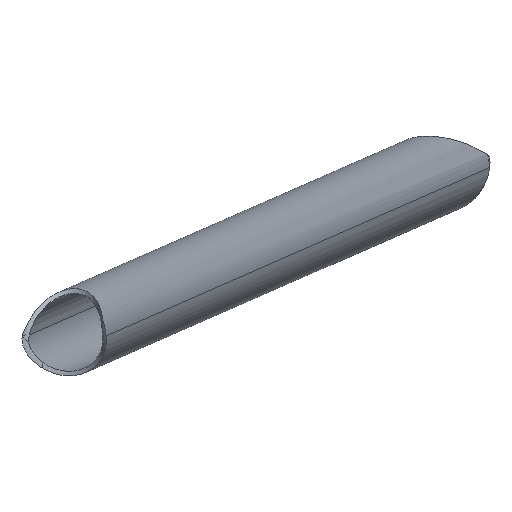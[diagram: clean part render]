
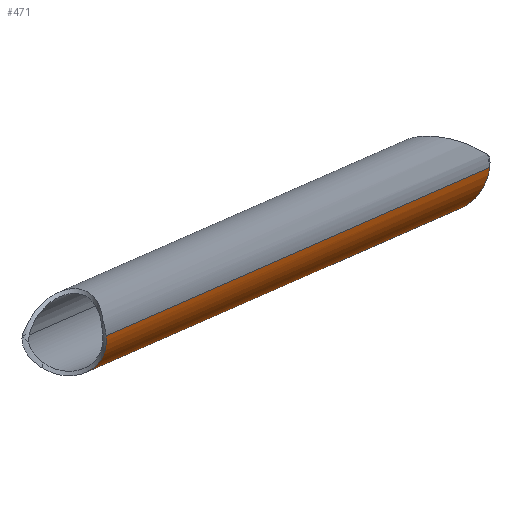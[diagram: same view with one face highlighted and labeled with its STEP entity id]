
A CAD part, left-side view. The second image highlights one B-rep face of the part: STEP entity #471.
In plain terms, the highlighted cylindrical face has radius 14 mm (diameter 28 mm), a partial arc.
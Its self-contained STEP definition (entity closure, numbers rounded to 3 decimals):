
#58=CARTESIAN_POINT('Control Point',(-660.287,165.253,-57.71)) ;
#59=CARTESIAN_POINT('Control Point',(-659.961,165.189,-58.161)) ;
#60=CARTESIAN_POINT('Control Point',(-659.643,165.106,-58.615)) ;
#61=CARTESIAN_POINT('Control Point',(-659.337,165.005,-59.072)) ;
#62=CARTESIAN_POINT('Control Point',(-658.84,164.797,-59.868)) ;
#63=CARTESIAN_POINT('Control Point',(-658.422,164.531,-60.692)) ;
#64=CARTESIAN_POINT('Control Point',(-658.266,164.41,-61.042)) ;
#65=CARTESIAN_POINT('Control Point',(-658.007,164.149,-61.746)) ;
#66=CARTESIAN_POINT('Control Point',(-657.88,163.851,-62.47)) ;
#67=CARTESIAN_POINT('Control Point',(-657.858,163.696,-62.831)) ;
#68=CARTESIAN_POINT('Control Point',(-657.905,163.386,-63.524)) ;
#69=CARTESIAN_POINT('Control Point',(-658.106,163.069,-64.185)) ;
#70=CARTESIAN_POINT('Control Point',(-658.236,162.916,-64.494)) ;
#71=CARTESIAN_POINT('Control Point',(-658.589,162.564,-65.176)) ;
#72=CARTESIAN_POINT('Control Point',(-659.041,162.213,-65.8)) ;
#73=CARTESIAN_POINT('Control Point',(-659.317,162.012,-66.137)) ;
#74=CARTESIAN_POINT('Control Point',(-660.067,161.487,-66.967)) ;
#75=CARTESIAN_POINT('Control Point',(-660.888,160.937,-67.711)) ;
#76=CARTESIAN_POINT('Control Point',(-661.405,160.587,-68.141)) ;
#77=CARTESIAN_POINT('Control Point',(-662.809,159.607,-69.224)) ;
#78=CARTESIAN_POINT('Control Point',(-664.248,158.503,-70.132)) ;
#79=CARTESIAN_POINT('Control Point',(-665.146,157.755,-70.634)) ;
#80=CARTESIAN_POINT('Control Point',(-666.827,156.222,-71.445)) ;
#81=CARTESIAN_POINT('Control Point',(-668.405,154.463,-71.937)) ;
#82=CARTESIAN_POINT('Control Point',(-669.118,153.578,-72.088)) ;
#83=CARTESIAN_POINT('Control Point',(-670.327,151.874,-72.189)) ;
#84=CARTESIAN_POINT('Control Point',(-671.299,150.046,-71.927)) ;
#85=CARTESIAN_POINT('Control Point',(-671.678,149.202,-71.727)) ;
#86=CARTESIAN_POINT('Control Point',(-671.983,148.353,-71.442)) ;
#87=CARTESIAN_POINT('Control Point',(-672.209,147.518,-71.076)) ;
#88=CARTESIAN_POINT('Vertex',(-660.287,165.253,-57.71)) ;
#90=CARTESIAN_POINT('Vertex',(-672.209,147.518,-71.076)) ;
#184=CARTESIAN_POINT('Vertex',(-667.315,138.06,-57.688)) ;
#188=CARTESIAN_POINT('Control Point',(-667.315,138.06,-57.688)) ;
#189=CARTESIAN_POINT('Control Point',(-668.003,138.18,-58.817)) ;
#190=CARTESIAN_POINT('Control Point',(-668.695,138.406,-59.931)) ;
#191=CARTESIAN_POINT('Control Point',(-669.361,138.726,-61.039)) ;
#192=CARTESIAN_POINT('Control Point',(-670.402,139.424,-62.874)) ;
#193=CARTESIAN_POINT('Control Point',(-671.269,140.411,-64.66)) ;
#194=CARTESIAN_POINT('Control Point',(-671.582,140.855,-65.364)) ;
#195=CARTESIAN_POINT('Control Point',(-672.296,142.157,-67.18)) ;
#196=CARTESIAN_POINT('Control Point',(-672.661,143.806,-68.829)) ;
#197=CARTESIAN_POINT('Control Point',(-672.716,144.968,-69.754)) ;
#198=CARTESIAN_POINT('Control Point',(-672.558,146.227,-70.511)) ;
#199=CARTESIAN_POINT('Control Point',(-672.209,147.518,-71.076)) ;
#321=CARTESIAN_POINT('Control Point',(-660.287,165.253,-57.71)) ;
#322=CARTESIAN_POINT('Control Point',(-660.866,165.355,-57.71)) ;
#323=CARTESIAN_POINT('Control Point',(-661.446,165.458,-57.687)) ;
#324=CARTESIAN_POINT('Control Point',(-662.025,165.559,-57.654)) ;
#325=CARTESIAN_POINT('Vertex',(-662.025,165.559,-57.654)) ;
#398=CARTESIAN_POINT('Axis2P3D Location',(-1026.318,215.279,-85.5)) ;
#403=CARTESIAN_POINT('Line Origine',(-1023.898,229.069,-85.5)) ;
#407=CARTESIAN_POINT('Vertex',(-1389.39,293.213,-113.625)) ;
#410=CARTESIAN_POINT('Line Origine',(-1028.739,201.49,-85.5)) ;
#414=CARTESIAN_POINT('Vertex',(-1392.579,265.345,-113.498)) ;
#418=CARTESIAN_POINT('Control Point',(-1392.579,265.345,-113.498)) ;
#419=CARTESIAN_POINT('Control Point',(-1392.014,265.245,-114.634)) ;
#420=CARTESIAN_POINT('Control Point',(-1391.252,265.237,-115.68)) ;
#421=CARTESIAN_POINT('Control Point',(-1390.437,265.311,-116.656)) ;
#422=CARTESIAN_POINT('Control Point',(-1388.421,265.681,-118.878)) ;
#423=CARTESIAN_POINT('Control Point',(-1386.335,266.546,-120.898)) ;
#424=CARTESIAN_POINT('Control Point',(-1385.157,267.222,-122.01)) ;
#425=CARTESIAN_POINT('Control Point',(-1383.43,268.589,-123.61)) ;
#426=CARTESIAN_POINT('Control Point',(-1382.007,270.474,-124.914)) ;
#427=CARTESIAN_POINT('Control Point',(-1381.554,271.203,-125.329)) ;
#428=CARTESIAN_POINT('Control Point',(-1380.784,272.765,-126.038)) ;
#429=CARTESIAN_POINT('Control Point',(-1380.297,274.522,-126.497)) ;
#430=CARTESIAN_POINT('Control Point',(-1380.136,275.423,-126.655)) ;
#431=CARTESIAN_POINT('Control Point',(-1379.975,277.304,-126.831)) ;
#432=CARTESIAN_POINT('Control Point',(-1380.138,279.191,-126.722)) ;
#433=CARTESIAN_POINT('Control Point',(-1380.301,280.14,-126.597)) ;
#434=CARTESIAN_POINT('Control Point',(-1380.777,282.034,-126.213)) ;
#435=CARTESIAN_POINT('Control Point',(-1381.498,283.787,-125.606)) ;
#436=CARTESIAN_POINT('Control Point',(-1381.923,284.645,-125.243)) ;
#437=CARTESIAN_POINT('Control Point',(-1382.389,285.459,-124.839)) ;
#438=CARTESIAN_POINT('Control Point',(-1382.89,286.228,-124.396)) ;
#439=CARTESIAN_POINT('Vertex',(-1382.89,286.228,-124.396)) ;
#443=CARTESIAN_POINT('Control Point',(-1389.39,293.213,-113.625)) ;
#444=CARTESIAN_POINT('Control Point',(-1389.502,293.233,-114.026)) ;
#445=CARTESIAN_POINT('Control Point',(-1389.592,293.234,-114.435)) ;
#446=CARTESIAN_POINT('Control Point',(-1389.65,293.215,-114.852)) ;
#447=CARTESIAN_POINT('Control Point',(-1389.673,293.141,-115.564)) ;
#448=CARTESIAN_POINT('Control Point',(-1389.566,292.999,-116.255)) ;
#449=CARTESIAN_POINT('Control Point',(-1389.5,292.929,-116.534)) ;
#450=CARTESIAN_POINT('Control Point',(-1389.299,292.742,-117.176)) ;
#451=CARTESIAN_POINT('Control Point',(-1389.011,292.508,-117.771)) ;
#452=CARTESIAN_POINT('Control Point',(-1388.823,292.361,-118.1)) ;
#453=CARTESIAN_POINT('Control Point',(-1388.324,291.972,-118.879)) ;
#454=CARTESIAN_POINT('Control Point',(-1387.764,291.528,-119.586)) ;
#455=CARTESIAN_POINT('Control Point',(-1387.421,291.247,-119.988)) ;
#456=CARTESIAN_POINT('Control Point',(-1386.268,290.265,-121.268)) ;
#457=CARTESIAN_POINT('Control Point',(-1385.099,289.115,-122.392)) ;
#458=CARTESIAN_POINT('Control Point',(-1384.314,288.234,-123.124)) ;
#459=CARTESIAN_POINT('Control Point',(-1383.57,287.272,-123.795)) ;
#460=CARTESIAN_POINT('Control Point',(-1382.89,286.228,-124.396)) ;
#399=DIRECTION('Axis2P3D Direction',(-0.982,0.172,-0.076)) ;
#400=DIRECTION('Axis2P3D XDirection',(0.173,0.985,0.)) ;
#404=DIRECTION('Vector Direction',(-0.982,0.172,-0.076)) ;
#411=DIRECTION('Vector Direction',(-0.982,0.172,-0.076)) ;
#401=AXIS2_PLACEMENT_3D('Cylinder Axis2P3D',#398,#399,#400) ;
#463=ORIENTED_EDGE('',*,*,#409,.F.) ;
#464=ORIENTED_EDGE('',*,*,#327,.F.) ;
#465=ORIENTED_EDGE('',*,*,#92,.T.) ;
#466=ORIENTED_EDGE('',*,*,#200,.F.) ;
#467=ORIENTED_EDGE('',*,*,#416,.T.) ;
#468=ORIENTED_EDGE('',*,*,#441,.T.) ;
#469=ORIENTED_EDGE('',*,*,#461,.F.) ;
#405=VECTOR('Line Direction',#404,1.) ;
#412=VECTOR('Line Direction',#411,1.) ;
#471=ADVANCED_FACE('PartBody',(#470),#402,.T.) ;
#57=B_SPLINE_CURVE_WITH_KNOTS('',5,(#58,#59,#60,#61,#62,#63,#64,#65,#66,#67,#68,#69,#70,#71,#72,#73,#74,#75,#76,#77,#78,#79,#80,#81,#82,#83,#84,#85,#86,#87),.UNSPECIFIED.,.F.,.U.,(6,3,3,3,3,3,3,3,3,6),(0.317,4.276,7.102,9.869,12.452,15.835,21.185,30.149,38.195,44.834),.UNSPECIFIED.) ;
#187=B_SPLINE_CURVE_WITH_KNOTS('',5,(#188,#189,#190,#191,#192,#193,#194,#195,#196,#197,#198,#199),.UNSPECIFIED.,.F.,.U.,(6,3,3,6),(0.,9.384,15.646,25.916),.UNSPECIFIED.) ;
#320=B_SPLINE_CURVE_WITH_KNOTS('',3,(#321,#322,#323,#324),.UNSPECIFIED.,.F.,.U.,(4,4),(4.943,7.44),.UNSPECIFIED.) ;
#417=B_SPLINE_CURVE_WITH_KNOTS('',5,(#418,#419,#420,#421,#422,#423,#424,#425,#426,#427,#428,#429,#430,#431,#432,#433,#434,#435,#436,#437,#438),.UNSPECIFIED.,.F.,.U.,(6,3,3,3,3,3,6),(0.,9.001,21.313,28.004,34.521,41.329,48.536),.UNSPECIFIED.) ;
#442=B_SPLINE_CURVE_WITH_KNOTS('',5,(#443,#444,#445,#446,#447,#448,#449,#450,#451,#452,#453,#454,#455,#456,#457,#458,#459,#460),.UNSPECIFIED.,.F.,.U.,(6,3,3,3,3,6),(0.,2.951,5.027,7.884,12.118,21.899),.UNSPECIFIED.) ;
#402=CYLINDRICAL_SURFACE('generated cylinder',#401,14.) ;
#92=EDGE_CURVE('',#89,#91,#57,.T.) ;
#200=EDGE_CURVE('',#185,#91,#187,.T.) ;
#327=EDGE_CURVE('',#89,#326,#320,.T.) ;
#409=EDGE_CURVE('',#326,#408,#406,.T.) ;
#416=EDGE_CURVE('',#185,#415,#413,.T.) ;
#441=EDGE_CURVE('',#415,#440,#417,.T.) ;
#461=EDGE_CURVE('',#408,#440,#442,.T.) ;
#462=EDGE_LOOP('',(#463,#464,#465,#466,#467,#468,#469)) ;
#470=FACE_OUTER_BOUND('',#462,.T.) ;
#406=LINE('Line',#403,#405) ;
#413=LINE('Line',#410,#412) ;
#89=VERTEX_POINT('',#88) ;
#91=VERTEX_POINT('',#90) ;
#185=VERTEX_POINT('',#184) ;
#326=VERTEX_POINT('',#325) ;
#408=VERTEX_POINT('',#407) ;
#415=VERTEX_POINT('',#414) ;
#440=VERTEX_POINT('',#439) ;
